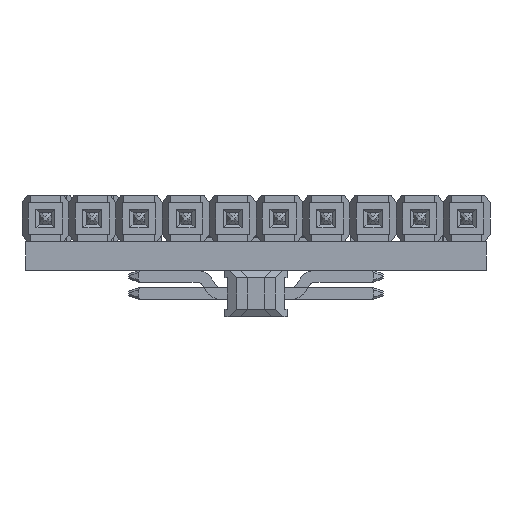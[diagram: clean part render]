
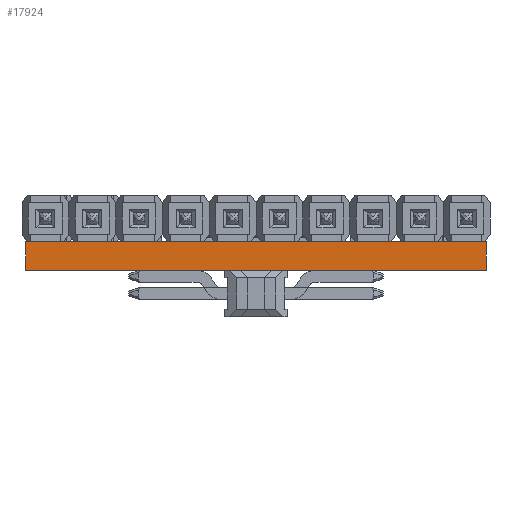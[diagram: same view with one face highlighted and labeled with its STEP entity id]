
A CAD part, front view. The second image highlights one B-rep face of the part: STEP entity #17924.
In plain terms, the highlighted planar face has unit normal (0, -1, 0).
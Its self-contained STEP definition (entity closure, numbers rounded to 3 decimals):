
#452=PLANE('',#19193);
#1308=FACE_OUTER_BOUND('',#2257,.T.);
#2257=EDGE_LOOP('',(#12576,#12577,#12578,#12579));
#3438=LINE('',#25742,#5604);
#3439=LINE('',#25745,#5605);
#3440=LINE('',#25747,#5606);
#3441=LINE('',#25748,#5607);
#5604=VECTOR('',#20934,10.);
#5605=VECTOR('',#20937,10.);
#5606=VECTOR('',#20938,10.);
#5607=VECTOR('',#20939,10.);
#8221=VERTEX_POINT('',#25738);
#8222=VERTEX_POINT('',#25740);
#8223=VERTEX_POINT('',#25744);
#8224=VERTEX_POINT('',#25746);
#9945=EDGE_CURVE('',#8221,#8222,#3438,.T.);
#9946=EDGE_CURVE('',#8223,#8221,#3439,.T.);
#9947=EDGE_CURVE('',#8224,#8222,#3440,.T.);
#9948=EDGE_CURVE('',#8223,#8224,#3441,.T.);
#12576=ORIENTED_EDGE('',*,*,#9946,.T.);
#12577=ORIENTED_EDGE('',*,*,#9945,.T.);
#12578=ORIENTED_EDGE('',*,*,#9947,.F.);
#12579=ORIENTED_EDGE('',*,*,#9948,.F.);
#17924=ADVANCED_FACE('',(#1308),#452,.T.);
#19193=AXIS2_PLACEMENT_3D('',#25743,#20935,#20936);
#20934=DIRECTION('',(0.,0.,1.));
#20935=DIRECTION('center_axis',(0.,-1.,0.));
#20936=DIRECTION('ref_axis',(1.,0.,0.));
#20937=DIRECTION('',(1.,0.,0.));
#20938=DIRECTION('',(1.,0.,0.));
#20939=DIRECTION('',(0.,0.,1.));
#25738=CARTESIAN_POINT('',(25.,0.,0.));
#25740=CARTESIAN_POINT('',(25.,0.,1.57));
#25742=CARTESIAN_POINT('',(25.,0.,0.));
#25743=CARTESIAN_POINT('Origin',(0.,0.,0.));
#25744=CARTESIAN_POINT('',(0.,0.,0.));
#25745=CARTESIAN_POINT('',(0.,0.,0.));
#25746=CARTESIAN_POINT('',(0.,0.,1.57));
#25747=CARTESIAN_POINT('',(0.,0.,1.57));
#25748=CARTESIAN_POINT('',(0.,0.,0.));
